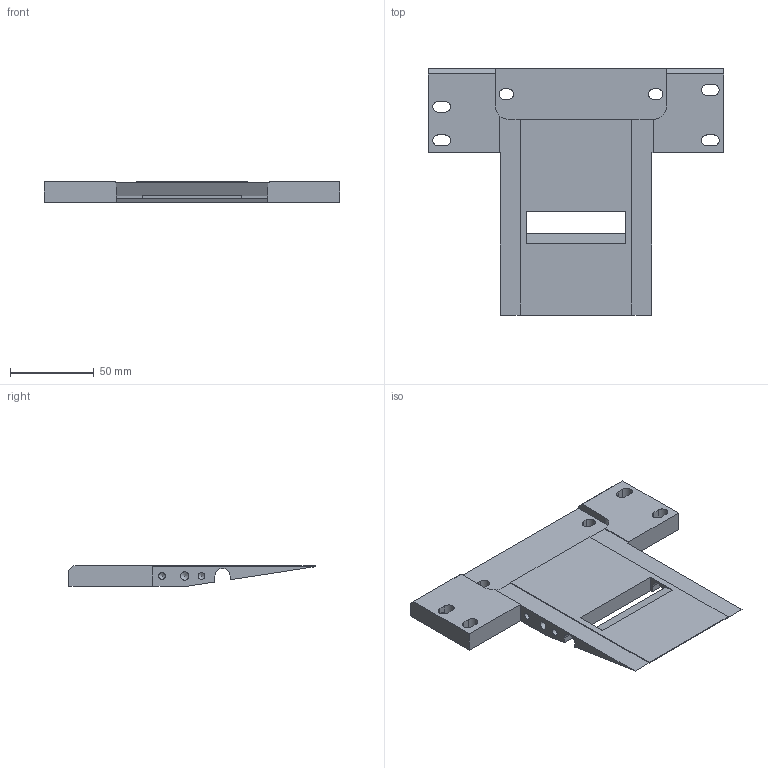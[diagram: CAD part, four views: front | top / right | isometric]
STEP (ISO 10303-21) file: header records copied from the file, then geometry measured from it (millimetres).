
FILE_DESCRIPTION(/* description */ ('Andrückplatte 66mm'),/* implementation_level */ '2;1');
FILE_NAME(/* name */ '3 p 34-7 F (66)mini sezanne.stp',/* time_stamp */ '2022-03-01T08:08:27+01:00',/* author */ ('ALINTZ'),/* organization */ (''),/* preprocessor_version */ 'ST-DEVELOPER v17',/* originating_system */ 'Autodesk Inventor 2019',/* authorisation */ '');
FILE_SCHEMA (('AUTOMOTIVE_DESIGN { 1 0 10303 214 3 1 1 }'));
Length unit declared in the file: millimetre
Products named in the file (1): 3 p 34-7 F (66)mini sezanne
Bounding box: 176 x 146.49 x 12 mm (x, y, z)
Volume: 141525.2 mm3; surface area: 43340.8 mm2
Topology: 1 solids, 1 shells, 77 faces, 235 edges, 158 vertices
Faces by surface type: plane 48, cylinder 23, cone 6
Full cylindrical faces by diameter (mm): 4 x4, 4.134 x1, 4.917 x2
Entity records: 2689 total; most frequent: CARTESIAN_POINT 477, ORIENTED_EDGE 458, DIRECTION 443, EDGE_CURVE 229, LINE 165, VECTOR 165, VERTEX_POINT 158, AXIS2_PLACEMENT_3D 139
